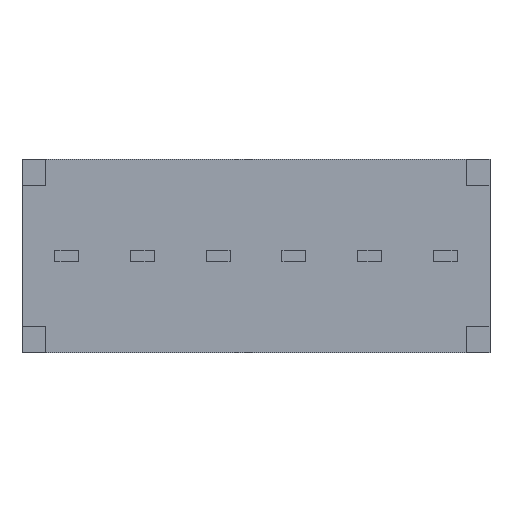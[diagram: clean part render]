
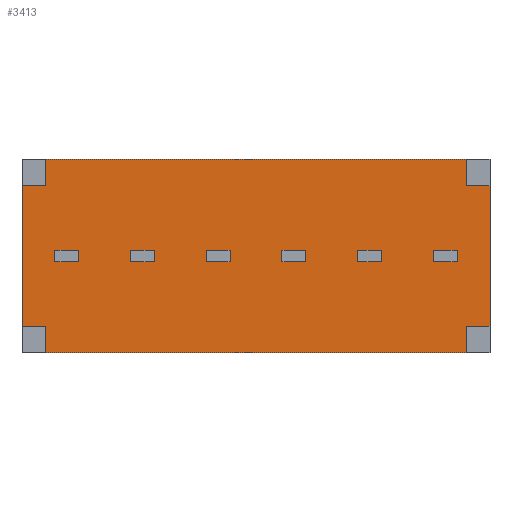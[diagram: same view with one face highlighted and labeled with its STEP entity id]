
A CAD part, front view. The second image highlights one B-rep face of the part: STEP entity #3413.
In plain terms, the highlighted planar face has unit normal (0, -1, 0).
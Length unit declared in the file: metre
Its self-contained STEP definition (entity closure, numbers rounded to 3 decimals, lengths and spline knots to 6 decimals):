
#853=ORIENTED_EDGE('',*,*,#1202,.T.);
#854=ORIENTED_EDGE('',*,*,#1164,.F.);
#855=ORIENTED_EDGE('',*,*,#1168,.F.);
#856=ORIENTED_EDGE('',*,*,#1176,.F.);
#1164=EDGE_CURVE('',#1588,#1590,#1937,.T.);
#1168=EDGE_CURVE('',#1593,#1588,#1941,.T.);
#1176=EDGE_CURVE('',#1600,#1593,#1948,.T.);
#1202=EDGE_CURVE('',#1600,#1590,#1974,.T.);
#1588=VERTEX_POINT('',#5066);
#1590=VERTEX_POINT('',#5069);
#1593=VERTEX_POINT('',#5076);
#1600=VERTEX_POINT('',#5092);
#1937=LINE('',#5068,#2358);
#1941=LINE('',#5077,#2362);
#1948=LINE('',#5093,#2369);
#1974=LINE('',#5144,#2395);
#2358=VECTOR('',#4109,1.);
#2362=VECTOR('',#4115,1.);
#2369=VECTOR('',#4126,1.);
#2395=VECTOR('',#4154,1.);
#2811=EDGE_LOOP('',(#853,#854,#855,#856));
#3026=FACE_BOUND('',#2811,.T.);
#3223=PLANE('',#3784);
#3413=ADVANCED_FACE('',(#3026),#3223,.T.);
#3784=AXIS2_PLACEMENT_3D('',#5620,#4625,#4626);
#4109=DIRECTION('',(1.,0.,0.));
#4115=DIRECTION('',(0.,0.,1.));
#4126=DIRECTION('',(-1.,0.,0.));
#4154=DIRECTION('',(0.,0.,1.));
#4625=DIRECTION('',(0.,-1.,0.));
#4626=DIRECTION('',(0.,0.,1.));
#5066=CARTESIAN_POINT('',(-0.00785,-0.0025,0.));
#5068=CARTESIAN_POINT('',(0.00785,-0.0025,0.));
#5069=CARTESIAN_POINT('',(0.00785,-0.0025,0.));
#5076=CARTESIAN_POINT('',(-0.00785,-0.0025,-0.0065));
#5077=CARTESIAN_POINT('',(-0.00785,-0.0025,0.));
#5092=CARTESIAN_POINT('',(0.00785,-0.0025,-0.0065));
#5093=CARTESIAN_POINT('',(0.00785,-0.0025,-0.0065));
#5144=CARTESIAN_POINT('',(0.00785,-0.0025,-0.0056));
#5620=CARTESIAN_POINT('',(0.00785,-0.0025,-0.0056));
